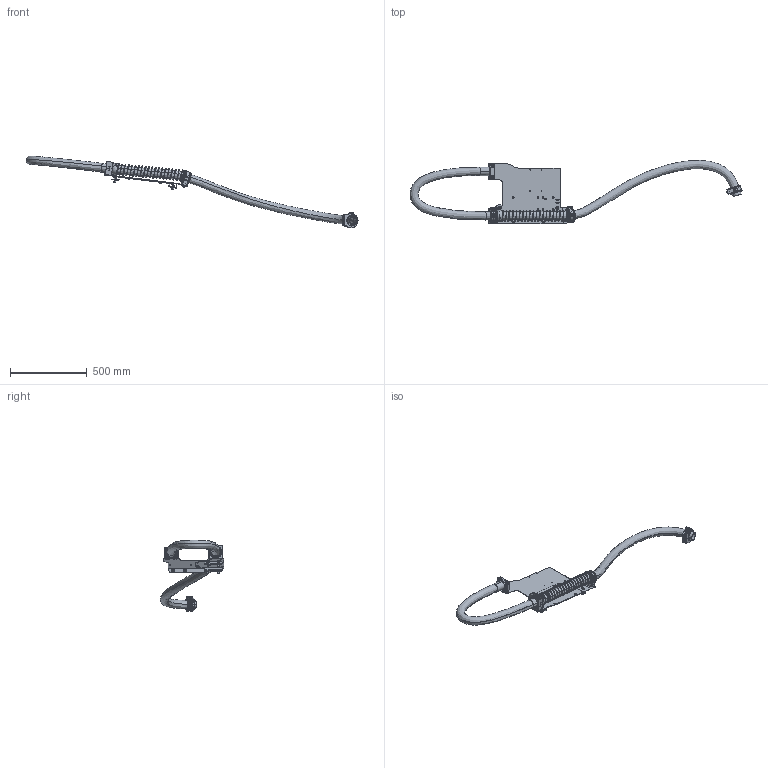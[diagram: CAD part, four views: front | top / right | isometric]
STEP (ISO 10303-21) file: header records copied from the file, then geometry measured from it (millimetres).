
FILE_DESCRIPTION (( 'STEP AP203' ), '1' );
FILE_NAME ('P2323-1.STEP', '2019-09-23T09:33:47', ( 'admin' ), ( '' ), 'SwSTEP 2.0', 'SolidWorks 2017', '' );
FILE_SCHEMA (( 'CONFIG_CONTROL_DESIGN' ));
Products named in the file (1): P2323-1
Bounding box: 2163.37 x 411.52 x 467.42 mm (x, y, z)
Volume: 3093488.1 mm3; surface area: 1750247.6 mm2
Topology: 37 solids, 37 shells, 2908 faces, 7530 edges, 4765 vertices
Faces by surface type: plane 1004, cylinder 860, bspline 702, cone 154, torus 128, sphere 60
Entity records: 193494 total; most frequent: CARTESIAN_POINT 127350, ORIENTED_EDGE 14852, DIRECTION 12051, EDGE_CURVE 7426, VERTEX_POINT 4749, AXIS2_PLACEMENT_3D 4331, LINE 3389, VECTOR 3389
